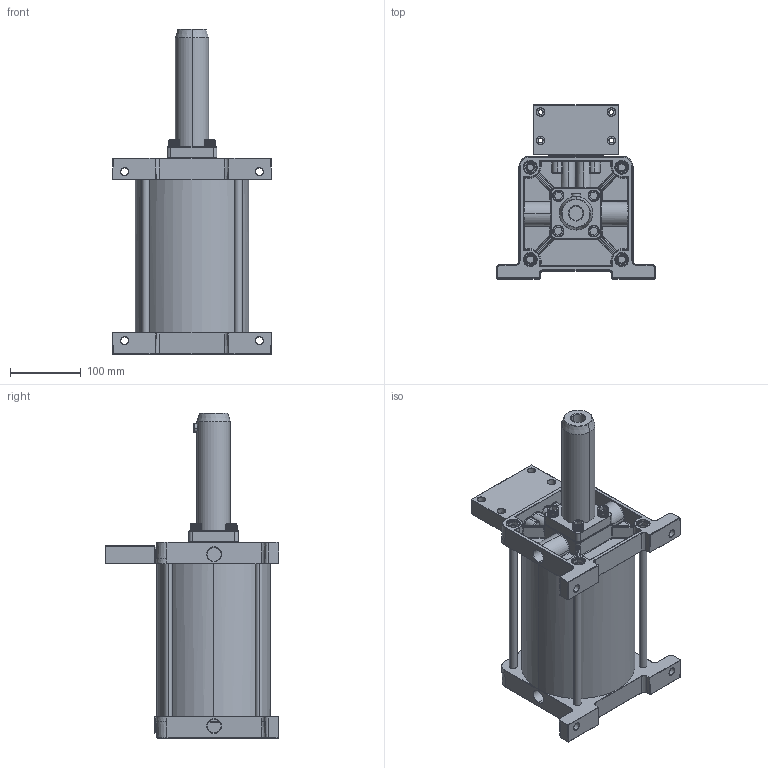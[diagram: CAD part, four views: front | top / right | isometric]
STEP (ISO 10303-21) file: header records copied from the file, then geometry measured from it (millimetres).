
FILE_DESCRIPTION (( 'STEP AP203' ), '1' );
FILE_NAME ('YNPH3-60-170(YCT100).STEP', '2015-12-24T08:18:49', ( 'yrd8' ), ( '' ), 'SwSTEP 2.0', 'SolidWorks 2008', '' );
FILE_SCHEMA (( 'CONFIG_CONTROL_DESIGN' ));
Length unit declared in the file: millimetre
Products named in the file (3): YNPH3-60-170(YCT100); YNPH3-60-170 ぅ粽&醴幗&顫檜煎萄(YCT100); YNPH3-60-170 隸憶睡&粽塭鰍
Assembly tree (2 placements, depth 2):
  YNPH3-60-170(YCT100)
    YNPH3-60-170 ぅ粽&醴幗&顫檜煎萄(YCT100)
    YNPH3-60-170 隸憶睡&粽塭鰍
Bounding box: 224.99 x 245 x 459.04 mm (x, y, z)
Volume: 5948242.3 mm3; surface area: 420442.3 mm2
Topology: 2 solids, 2 shells, 2742 faces, 6135 edges, 3812 vertices
Faces by surface type: plane 1174, cylinder 1044, torus 165, bspline 154, cone 140, sphere 65
Entity records: 82531 total; most frequent: CARTESIAN_POINT 20226, DIRECTION 14056, ORIENTED_EDGE 12192, EDGE_CURVE 6096, AXIS2_PLACEMENT_3D 5852, VERTEX_POINT 3808, CIRCLE 3259, EDGE_LOOP 3224
